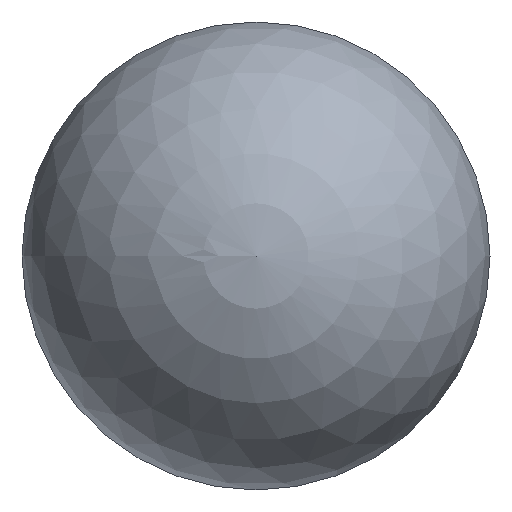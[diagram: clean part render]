
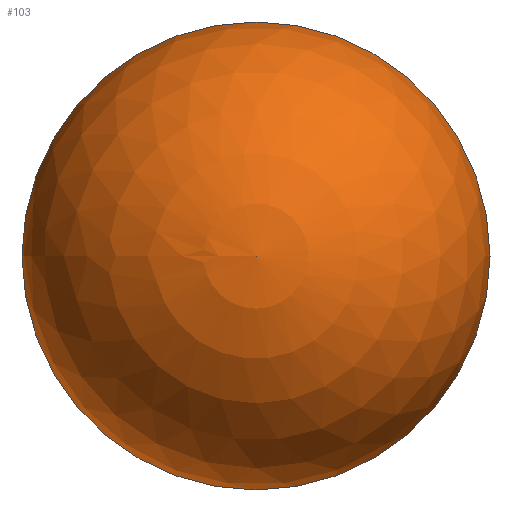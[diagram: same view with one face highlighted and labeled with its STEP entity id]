
A CAD part, front view. The second image highlights one B-rep face of the part: STEP entity #103.
In plain terms, the highlighted spherical face has radius 6.376 mm.
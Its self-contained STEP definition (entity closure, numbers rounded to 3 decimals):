
#22=SPHERICAL_SURFACE('',#128,6.376);
#30=ORIENTED_EDGE('',*,*,#43,.F.);
#43=EDGE_CURVE('',#51,#51,#59,.T.);
#51=VERTEX_POINT('',#181);
#59=CIRCLE('',#125,6.375);
#70=EDGE_LOOP('',(#30));
#86=FACE_BOUND('',#70,.T.);
#103=ADVANCED_FACE('',(#86),#22,.T.);
#125=AXIS2_PLACEMENT_3D('',#180,#146,#147);
#128=AXIS2_PLACEMENT_3D('',#185,#152,#153);
#146=DIRECTION('',(0.,1.,0.));
#147=DIRECTION('',(1.,0.,0.));
#152=DIRECTION('',(0.,1.,0.));
#153=DIRECTION('',(-1.,0.,0.));
#180=CARTESIAN_POINT('',(0.,0.,0.));
#181=CARTESIAN_POINT('',(6.375,0.,0.));
#185=CARTESIAN_POINT('',(0.,-0.124,0.));
